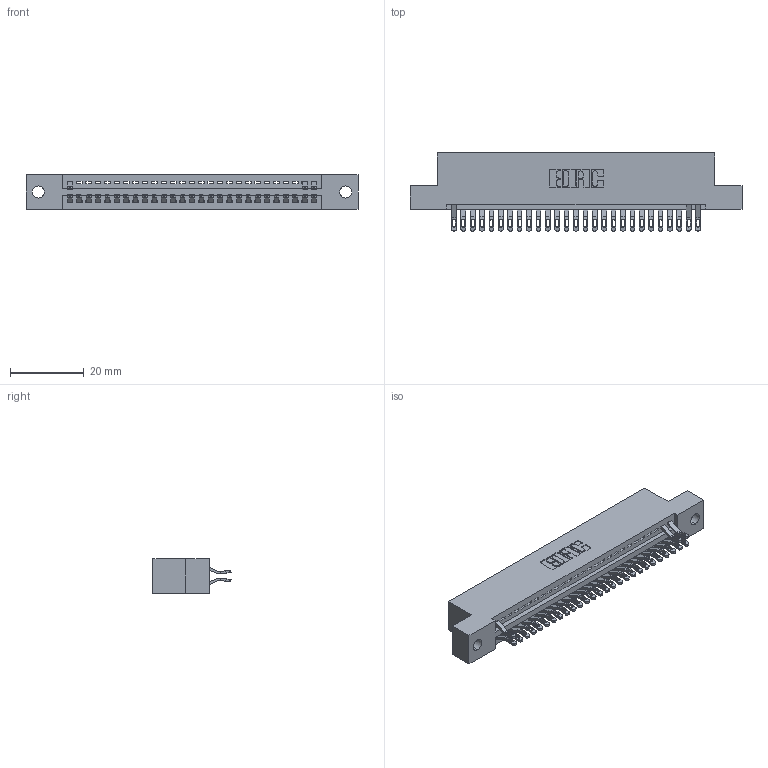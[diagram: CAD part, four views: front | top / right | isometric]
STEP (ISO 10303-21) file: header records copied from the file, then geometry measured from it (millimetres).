
FILE_DESCRIPTION (( 'STEP AP203' ), '1' );
FILE_NAME ('345-054-555-202.STEP', '2018-09-24T00:28:25', ( '' ), ( '' ), 'SwSTEP 2.0', 'SolidWorks 2016', '' );
FILE_SCHEMA (( 'CONFIG_CONTROL_DESIGN' ));
Length unit declared in the file: inch
Products named in the file (3): 345-054-555-202; 345 Part_Flush Mounting Lugs - 0.128 Dia; 345-292-001_555 Tail
Assembly tree (31 placements, depth 2):
  345-054-555-202
    345 Part_Flush Mounting Lugs - 0.128 Dia
    345-292-001_555 Tail  x30
Bounding box: 89.79 x 21.13 x 9.4 mm (x, y, z)
Volume: 8417 mm3; surface area: 10955.8 mm2
Topology: 31 solids, 31 shells, 1998 faces, 6299 edges, 4198 vertices
Faces by surface type: plane 1178, cylinder 820
Entity records: 22765 total; most frequent: CARTESIAN_POINT 3970, ORIENTED_EDGE 3898, DIRECTION 3461, EDGE_CURVE 1949, LINE 1689, VECTOR 1689, VERTEX_POINT 1298, AXIS2_PLACEMENT_3D 886
